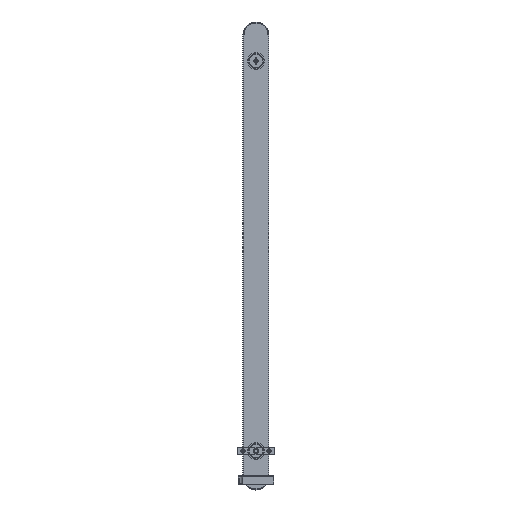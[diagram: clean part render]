
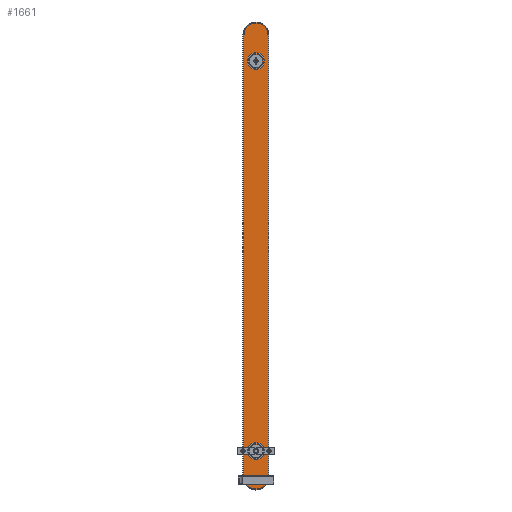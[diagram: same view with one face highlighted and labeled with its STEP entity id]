
A CAD part, left-side view. The second image highlights one B-rep face of the part: STEP entity #1661.
In plain terms, the highlighted planar face has unit normal (-1, 0, 0).
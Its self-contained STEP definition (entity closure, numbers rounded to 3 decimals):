
#1096=FACE_BOUND('',#3287,.T.);
#1097=FACE_BOUND('',#3288,.T.);
#1098=FACE_BOUND('',#3289,.T.);
#1338=CIRCLE('',#11397,24.);
#1339=CIRCLE('',#11398,24.);
#1340=CIRCLE('',#11399,7.5);
#1341=CIRCLE('',#11400,7.5);
#1342=CIRCLE('',#11401,7.5);
#1343=CIRCLE('',#11402,7.5);
#1661=ADVANCED_FACE('',(#1096,#1097,#1098),#2329,.T.);
#2329=PLANE('',#11403);
#3287=EDGE_LOOP('',(#4103,#4104,#4105,#4106));
#3288=EDGE_LOOP('',(#4107,#4108,#4109,#4110));
#3289=EDGE_LOOP('',(#4111,#4112,#4113,#4114));
#4103=ORIENTED_EDGE('',*,*,#8249,.T.);
#4104=ORIENTED_EDGE('',*,*,#8250,.T.);
#4105=ORIENTED_EDGE('',*,*,#8251,.T.);
#4106=ORIENTED_EDGE('',*,*,#8252,.T.);
#4107=ORIENTED_EDGE('',*,*,#8253,.F.);
#4108=ORIENTED_EDGE('',*,*,#8254,.F.);
#4109=ORIENTED_EDGE('',*,*,#8255,.F.);
#4110=ORIENTED_EDGE('',*,*,#8256,.F.);
#4111=ORIENTED_EDGE('',*,*,#8257,.T.);
#4112=ORIENTED_EDGE('',*,*,#8258,.T.);
#4113=ORIENTED_EDGE('',*,*,#8259,.T.);
#4114=ORIENTED_EDGE('',*,*,#8260,.T.);
#7211=VERTEX_POINT('',#15014);
#7212=VERTEX_POINT('',#15015);
#7213=VERTEX_POINT('',#15017);
#7214=VERTEX_POINT('',#15019);
#7215=VERTEX_POINT('',#15022);
#7216=VERTEX_POINT('',#15023);
#7217=VERTEX_POINT('',#15025);
#7218=VERTEX_POINT('',#15027);
#7219=VERTEX_POINT('',#15030);
#7220=VERTEX_POINT('',#15031);
#7221=VERTEX_POINT('',#15033);
#7222=VERTEX_POINT('',#15035);
#8249=EDGE_CURVE('',#7211,#7212,#9803,.T.);
#8250=EDGE_CURVE('',#7212,#7213,#1338,.T.);
#8251=EDGE_CURVE('',#7213,#7214,#9804,.T.);
#8252=EDGE_CURVE('',#7214,#7211,#1339,.T.);
#8253=EDGE_CURVE('',#7215,#7216,#9805,.T.);
#8254=EDGE_CURVE('',#7217,#7215,#1340,.T.);
#8255=EDGE_CURVE('',#7218,#7217,#9806,.T.);
#8256=EDGE_CURVE('',#7216,#7218,#1341,.T.);
#8257=EDGE_CURVE('',#7219,#7220,#1342,.T.);
#8258=EDGE_CURVE('',#7220,#7221,#9807,.T.);
#8259=EDGE_CURVE('',#7221,#7222,#1343,.T.);
#8260=EDGE_CURVE('',#7222,#7219,#9808,.T.);
#9803=LINE('',#15013,#10558);
#9804=LINE('',#15018,#10559);
#9805=LINE('',#15021,#10560);
#9806=LINE('',#15026,#10561);
#9807=LINE('',#15032,#10562);
#9808=LINE('',#15036,#10563);
#10558=VECTOR('',#12328,1.);
#10559=VECTOR('',#12331,1.);
#10560=VECTOR('',#12334,1.);
#10561=VECTOR('',#12337,1.);
#10562=VECTOR('',#12342,1.);
#10563=VECTOR('',#12345,1.);
#11397=AXIS2_PLACEMENT_3D('',#15016,#12329,#12330);
#11398=AXIS2_PLACEMENT_3D('',#15020,#12332,#12333);
#11399=AXIS2_PLACEMENT_3D('',#15024,#12335,#12336);
#11400=AXIS2_PLACEMENT_3D('',#15028,#12338,#12339);
#11401=AXIS2_PLACEMENT_3D('',#15029,#12340,#12341);
#11402=AXIS2_PLACEMENT_3D('',#15034,#12343,#12344);
#11403=AXIS2_PLACEMENT_3D('',#15037,#12346,#12347);
#12328=DIRECTION('',(0.,0.,-1.));
#12329=DIRECTION('',(-1.,0.,0.));
#12330=DIRECTION('',(0.,0.,1.));
#12331=DIRECTION('',(0.,0.,1.));
#12332=DIRECTION('',(-1.,0.,0.));
#12333=DIRECTION('',(0.,0.,1.));
#12334=DIRECTION('',(0.,0.,1.));
#12335=DIRECTION('',(-1.,0.,0.));
#12336=DIRECTION('',(0.,0.,1.));
#12337=DIRECTION('',(0.,0.,-1.));
#12338=DIRECTION('',(-1.,0.,0.));
#12339=DIRECTION('',(0.,0.,1.));
#12340=DIRECTION('',(1.,0.,0.));
#12341=DIRECTION('',(0.,0.,1.));
#12342=DIRECTION('',(0.,0.,-1.));
#12343=DIRECTION('',(1.,0.,0.));
#12344=DIRECTION('',(0.,0.,1.));
#12345=DIRECTION('',(0.,0.,1.));
#12346=DIRECTION('',(-1.,0.,0.));
#12347=DIRECTION('',(0.,0.,1.));
#15013=CARTESIAN_POINT('',(-10.,24.,0.));
#15014=CARTESIAN_POINT('',(-10.,24.,425.));
#15015=CARTESIAN_POINT('',(-10.,24.,-425.));
#15016=CARTESIAN_POINT('',(-10.,0.,-425.));
#15017=CARTESIAN_POINT('',(-10.,-24.,-425.));
#15018=CARTESIAN_POINT('',(-10.,-24.,0.));
#15019=CARTESIAN_POINT('',(-10.,-24.,425.));
#15020=CARTESIAN_POINT('',(-10.,0.,425.));
#15021=CARTESIAN_POINT('',(-10.,-6.,0.));
#15022=CARTESIAN_POINT('',(-10.,-6.,370.5));
#15023=CARTESIAN_POINT('',(-10.,-6.,379.5));
#15024=CARTESIAN_POINT('',(-10.,0.,375.));
#15025=CARTESIAN_POINT('',(-10.,6.,370.5));
#15026=CARTESIAN_POINT('',(-10.,6.,0.));
#15027=CARTESIAN_POINT('',(-10.,6.,379.5));
#15028=CARTESIAN_POINT('',(-10.,0.,375.));
#15029=CARTESIAN_POINT('',(-10.,0.,-375.));
#15030=CARTESIAN_POINT('',(-10.,6.,-370.5));
#15031=CARTESIAN_POINT('',(-10.,-6.,-370.5));
#15032=CARTESIAN_POINT('',(-10.,-6.,0.));
#15033=CARTESIAN_POINT('',(-10.,-6.,-379.5));
#15034=CARTESIAN_POINT('',(-10.,0.,-375.));
#15035=CARTESIAN_POINT('',(-10.,6.,-379.5));
#15036=CARTESIAN_POINT('',(-10.,6.,0.));
#15037=CARTESIAN_POINT('',(-10.,0.,0.));
